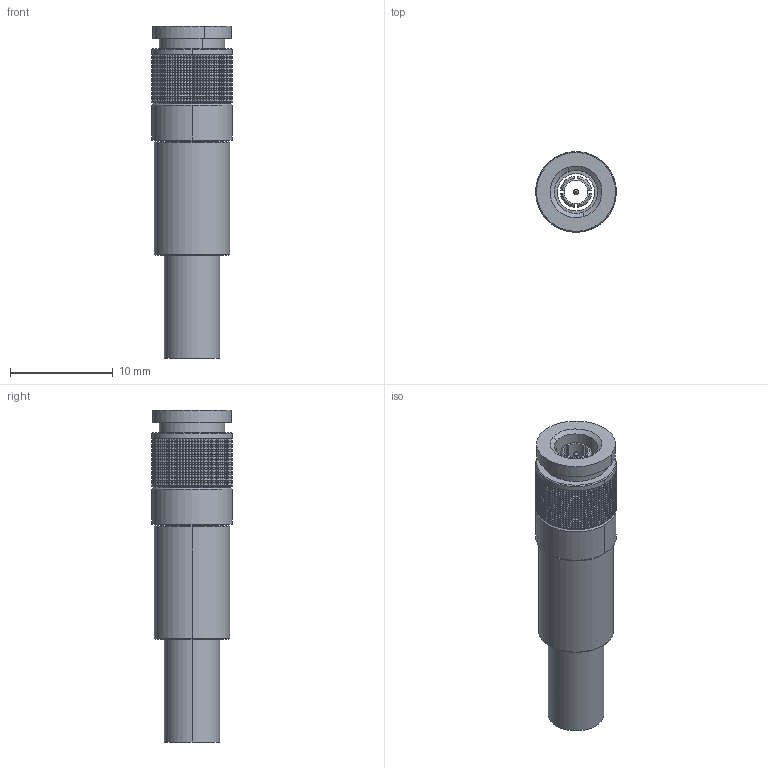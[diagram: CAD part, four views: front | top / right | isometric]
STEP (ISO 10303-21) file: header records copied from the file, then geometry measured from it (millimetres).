
FILE_DESCRIPTION (( 'STEP AP214' ), '1' );
FILE_NAME ('24-005-B6-BH.STEP', '2026-03-10T13:26:47', ( '' ), ( '' ), 'SwSTEP 2.0', 'SolidWorks 2025', '' );
FILE_SCHEMA (( 'AUTOMOTIVE_DESIGN' ));
Products named in the file (1): 24-005-B6-BH
Bounding box: 7.85 x 7.85 x 32.38 mm (x, y, z)
Surface area: 1520.5 mm2 (no closed solid volume)
Topology: 0 solids, 9 shells, 6082 faces, 10864 edges, 4792 vertices
Faces by surface type: cone 3025, plane 3018, cylinder 33, torus 6
Entity records: 141934 total; most frequent: CARTESIAN_POINT 39737, ORIENTED_EDGE 21596, DIRECTION 18756, EDGE_CURVE 10864, AXIS2_PLACEMENT_3D 7803, EDGE_LOOP 6092, ADVANCED_FACE 6082, FACE_OUTER_BOUND 6082
